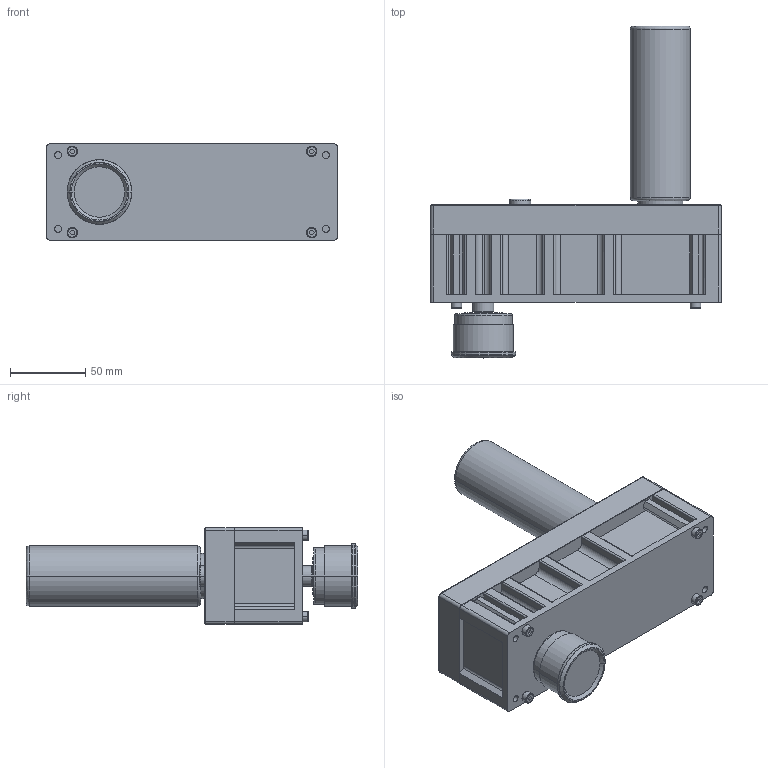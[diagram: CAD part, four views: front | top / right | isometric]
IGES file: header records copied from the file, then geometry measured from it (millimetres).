
Start section:  PTC IGES file: generator_am75l-d-n-a.igs
Global section: file name: 53Hgenerator_am75l-d-n-a.igs; native system:  by Parametric Technology Corporation; preprocessor: 2013430; organization: Unknown; date: 20171028.022012; units: millimetre
Bounding box: 193 x 220.5 x 64 mm (x, y, z)
Volume: 850462.2 mm3; surface area: 101834.8 mm2
Topology: 1 solids, 1 shells, 415 faces, 1000 edges, 624 vertices
Faces by surface type: revolution 220, bspline 195
